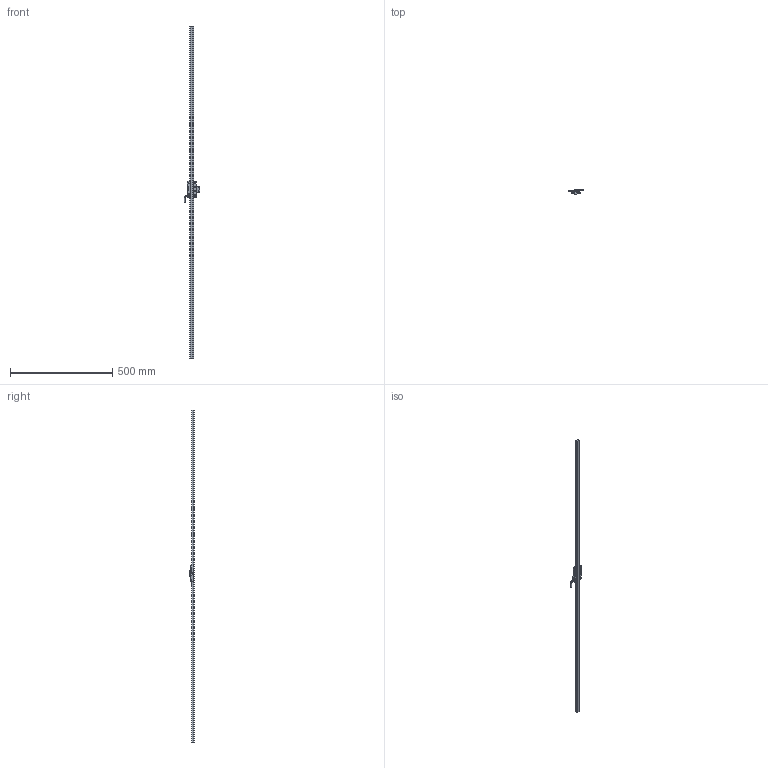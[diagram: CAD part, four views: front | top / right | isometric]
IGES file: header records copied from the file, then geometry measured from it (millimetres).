
Start section: SolidWorks IGES file using analytic representation for surfaces
Global section: file name: 901-3805-dro-enc.IGS; native system: SolidWorks 2011; preprocessor: SolidWorks 2011; author: mike; date: 120228.124747; units: inch
Bounding box: 76.01 x 24.13 x 1625.6 mm (x, y, z)
Surface area: 134610.7 mm2 (no closed solid volume)
Topology: 0 solids, 0 shells, 961 faces, 9400 edges, 9393 vertices
Faces by surface type: bspline 605, revolution 356
